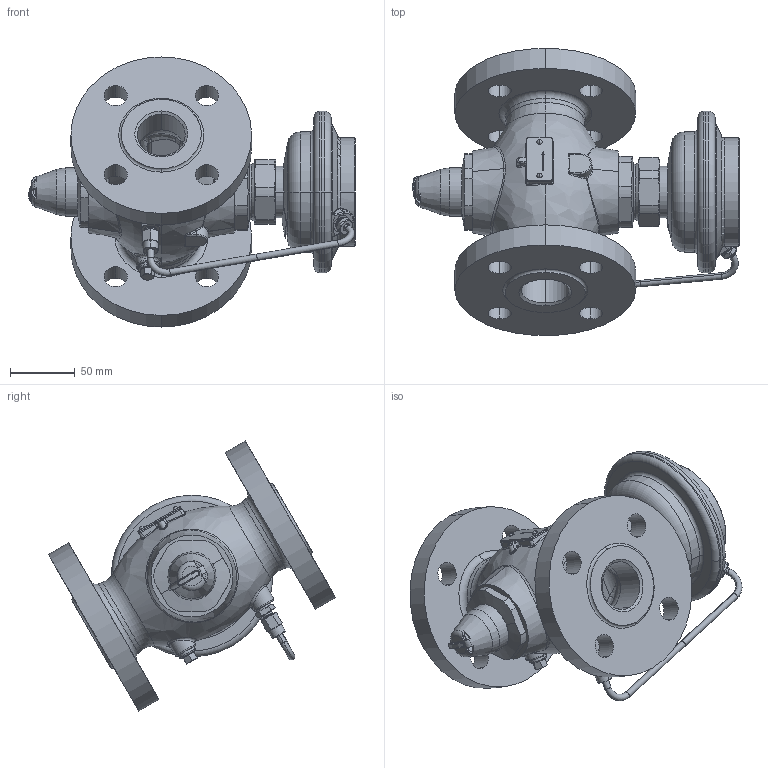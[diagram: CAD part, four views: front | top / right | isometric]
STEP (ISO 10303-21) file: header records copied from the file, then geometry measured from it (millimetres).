
FILE_DESCRIPTION((''),'2;1');
FILE_NAME('003H6730_ASM','2015-03-06T',('u317927'),('Danfoss'),'PRO/ENGINEER BY PARAMETRIC TECHNOLOGY CORPORATION, 2014000','PRO/ENGINEER BY PARAMETRIC TECHNOLOGY CORPORATION, 2014000','');
FILE_SCHEMA(('CONFIG_CONTROL_DESIGN'));
Length unit declared in the file: millimetre
Products named in the file (25): 88810780-BOTTOM-CLOSED; 88810790_ZAVIHAN; 8883807; TRATA-MUTTER; 8883753_ASM; TYPENSCHILD-ANTRIEB; 100003149; 49763; SHILD-VGF; NIET2_5; 8883842; 8883844_ASM; SCREWDIN910; 88821540; 88821480_ASM; 8882954; AVQ-VALVE-32-FLANGE__ASM; 88810710; SERTO2; SERTO3; SERTO-2_ASM; 5454300; 100002186; 8883540C; 003H6730_ASM
Assembly tree (27 placements, depth 4):
  003H6730_ASM
    8883753_ASM
      88810780-BOTTOM-CLOSED
      88810790_ZAVIHAN
      8883807
      TRATA-MUTTER
    TYPENSCHILD-ANTRIEB
    AVQ-VALVE-32-FLANGE__ASM
      100003149
      49763  x2
      SHILD-VGF
      NIET2_5  x2
      8883844_ASM
        8883842
      SCREWDIN910
      88821480_ASM
        88821540
      8882954
    SERTO-2_ASM
      88810710
      SERTO2
      SERTO3
    5454300
    SERTO2
    100002186
    8883540C
Bounding box: 252.88 x 222.42 x 209.24 mm (x, y, z)
Volume: 1183444.4 mm3; surface area: 318090.6 mm2
Topology: 22 solids, 35 shells, 1369 faces, 3219 edges, 1964 vertices
Faces by surface type: plane 418, cylinder 388, cone 231, torus 181, bspline 136, sphere 15
Entity records: 49052 total; most frequent: CARTESIAN_POINT 18390, DIRECTION 6459, ORIENTED_EDGE 6260, EDGE_CURVE 3157, AXIS2_PLACEMENT_3D 2730, VERTEX_POINT 1925, EDGE_LOOP 1469, CIRCLE 1444
